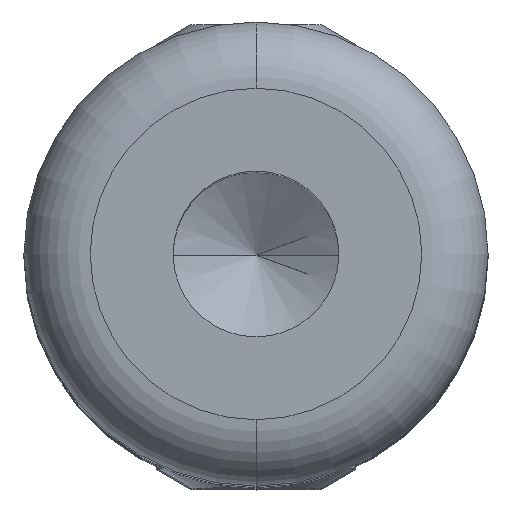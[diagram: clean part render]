
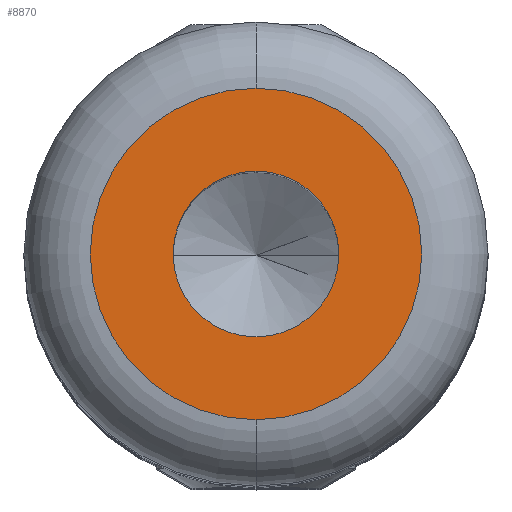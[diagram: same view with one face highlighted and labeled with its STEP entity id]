
A CAD part, top view. The second image highlights one B-rep face of the part: STEP entity #8870.
In plain terms, the highlighted planar face has unit normal (0, 0, 1).
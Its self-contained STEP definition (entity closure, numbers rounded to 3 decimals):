
#816 = VERTEX_POINT ( 'NONE', #6974 ) ;
#1038 = CIRCLE ( 'NONE', #14466, 2.5 ) ;
#1210 = ORIENTED_EDGE ( 'NONE', *, *, #5257, .F. ) ;
#1562 = CARTESIAN_POINT ( 'NONE',  ( 0., 0., 35. ) ) ;
#2367 = CIRCLE ( 'NONE', #7733, 5. ) ;
#2432 = EDGE_CURVE ( 'NONE', #8751, #6246, #14785, .T. ) ;
#2671 = AXIS2_PLACEMENT_3D ( 'NONE', #14904, #10927, #6993 ) ;
#3411 = ORIENTED_EDGE ( 'NONE', *, *, #17057, .T. ) ;
#3910 = ORIENTED_EDGE ( 'NONE', *, *, #2432, .F. ) ;
#4269 = EDGE_LOOP ( 'NONE', ( #3910, #1210 ) ) ;
#5257 = EDGE_CURVE ( 'NONE', #6246, #8751, #1038, .T. ) ;
#5553 = DIRECTION ( 'NONE',  ( 0., 1., 0. ) ) ;
#5848 = FACE_BOUND ( 'NONE', #4269, .T. ) ;
#6077 = CARTESIAN_POINT ( 'NONE',  ( -2.5, 0., 35. ) ) ;
#6246 = VERTEX_POINT ( 'NONE', #6077 ) ;
#6443 = DIRECTION ( 'NONE',  ( 0., 1., 0. ) ) ;
#6974 = CARTESIAN_POINT ( 'NONE',  ( 0., 5., 35. ) ) ;
#6991 = DIRECTION ( 'NONE',  ( 0., 0., 1. ) ) ;
#6993 = DIRECTION ( 'NONE',  ( 1., 0., 0. ) ) ;
#7349 = CARTESIAN_POINT ( 'NONE',  ( 0., 7., 35. ) ) ;
#7499 = AXIS2_PLACEMENT_3D ( 'NONE', #7349, #15103, #11342 ) ;
#7733 = AXIS2_PLACEMENT_3D ( 'NONE', #1562, #6991, #5553 ) ;
#7887 = CARTESIAN_POINT ( 'NONE',  ( 2.5, 0., 35. ) ) ;
#8168 = EDGE_CURVE ( 'NONE', #14134, #816, #2367, .T. ) ;
#8751 = VERTEX_POINT ( 'NONE', #7887 ) ;
#8870 = ADVANCED_FACE ( 'NONE', ( #5848, #12872 ), #16575, .F. ) ;
#9456 = DIRECTION ( 'NONE',  ( 1., 0., 0. ) ) ;
#10717 = DIRECTION ( 'NONE',  ( 0., 0., 1. ) ) ;
#10927 = DIRECTION ( 'NONE',  ( 0., 0., 1. ) ) ;
#11342 = DIRECTION ( 'NONE',  ( 0., 1., 0. ) ) ;
#11934 = CARTESIAN_POINT ( 'NONE',  ( 0., 0., 35. ) ) ;
#12872 = FACE_OUTER_BOUND ( 'NONE', #13355, .T. ) ;
#13026 = ORIENTED_EDGE ( 'NONE', *, *, #8168, .T. ) ;
#13355 = EDGE_LOOP ( 'NONE', ( #3411, #13026 ) ) ;
#14088 = AXIS2_PLACEMENT_3D ( 'NONE', #11934, #17121, #6443 ) ;
#14134 = VERTEX_POINT ( 'NONE', #15366 ) ;
#14466 = AXIS2_PLACEMENT_3D ( 'NONE', #14654, #10717, #9456 ) ;
#14654 = CARTESIAN_POINT ( 'NONE',  ( 0., 0., 35. ) ) ;
#14785 = CIRCLE ( 'NONE', #2671, 2.5 ) ;
#14904 = CARTESIAN_POINT ( 'NONE',  ( 0., 0., 35. ) ) ;
#14924 = CIRCLE ( 'NONE', #14088, 5. ) ;
#15103 = DIRECTION ( 'NONE',  ( 0., 0., -1. ) ) ;
#15366 = CARTESIAN_POINT ( 'NONE',  ( 0., -5., 35. ) ) ;
#16575 = PLANE ( 'NONE',  #7499 ) ;
#17057 = EDGE_CURVE ( 'NONE', #816, #14134, #14924, .T. ) ;
#17121 = DIRECTION ( 'NONE',  ( 0., 0., 1. ) ) ;
